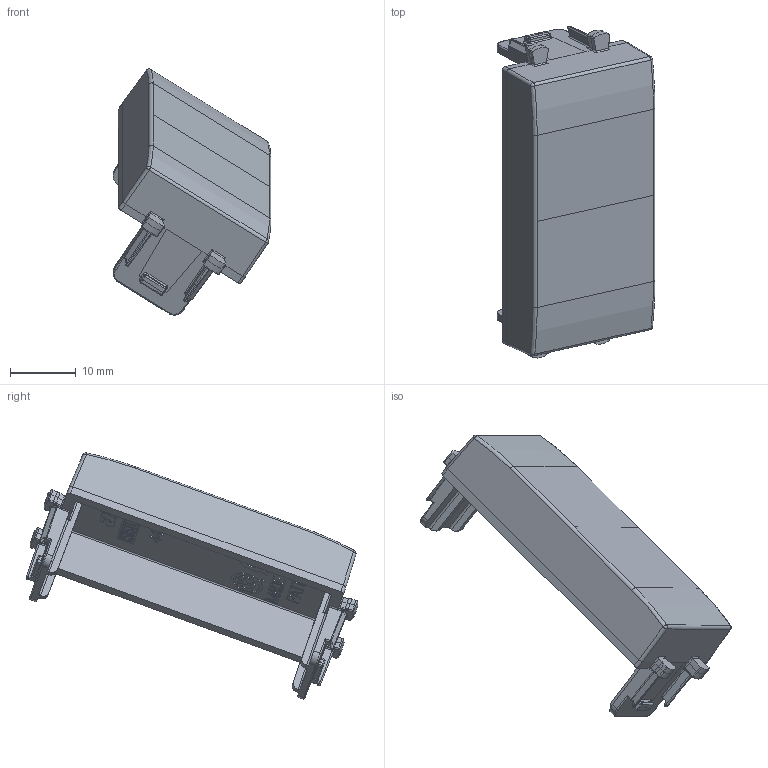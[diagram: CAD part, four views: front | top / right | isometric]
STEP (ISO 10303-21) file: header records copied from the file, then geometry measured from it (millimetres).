
FILE_DESCRIPTION(('CATIA V5 STEP Exchange'),'2;1');
FILE_NAME('441013.stp','2024-03-07T14:28:24+00:00',('none'),('none'),'CATIA Version 5-6 Release 2016 SP6','CATIA V5 STEP AP203','none');
FILE_SCHEMA(('CONFIG_CONTROL_DESIGN'));
Products named in the file (1): 441013
Assembly tree (1 placements, depth 2):
  441013
    #57
Bounding box: 24.09 x 50.64 x 37.56 mm (x, y, z)
Volume: 3462.5 mm3; surface area: 4872.2 mm2
Topology: 1 solids, 1 shells, 1510 faces, 4113 edges, 2626 vertices
Faces by surface type: plane 1094, cylinder 252, bspline 76, sphere 32, extrusion 26, cone 24, torus 6
Entity records: 53522 total; most frequent: CARTESIAN_POINT 18009, ORIENTED_EDGE 8146, DIRECTION 5877, EDGE_CURVE 4073, VECTOR 3278, LINE 3252, VERTEX_POINT 2626, EDGE_LOOP 1571
